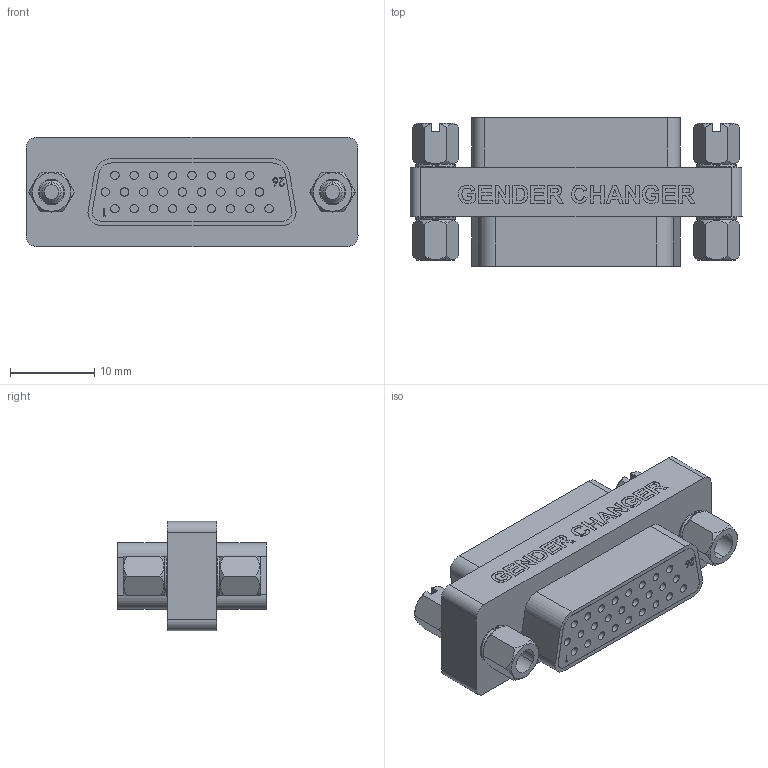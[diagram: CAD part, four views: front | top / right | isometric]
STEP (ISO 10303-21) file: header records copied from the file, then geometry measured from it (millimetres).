
FILE_DESCRIPTION (( 'STEP AP203' ), '1' );
FILE_NAME ('DGBH26F.STEP', '2006-06-23T18:36:55', ( 'lcom' ), ( 'lcom' ), 'SwSTEP 2.0', 'SolidWorks 2006004', '' );
FILE_SCHEMA (( 'CONFIG_CONTROL_DESIGN' ));
Length unit declared in the file: inch
Products named in the file (5): 3AA06-001; 3AA05-002; SDH26S_Without Mounting Flange and Solder Cups; DGBH26F; DGB15F-MA1
Assembly tree (7 placements, depth 2):
  DGBH26F
    DGB15F-MA1
    3AA06-001  x2
    SDH26S_Without Mounting Flange and Solder Cups  x2
    3AA05-002  x2
Bounding box: 39.37 x 17.65 x 12.95 mm (x, y, z)
Volume: 5176.6 mm3; surface area: 4885.9 mm2
Topology: 7 solids, 7 shells, 765 faces, 1862 edges, 1202 vertices
Faces by surface type: plane 361, cylinder 188, bspline 128, cone 56, sphere 20, torus 12
Entity records: 27107 total; most frequent: CARTESIAN_POINT 13824, ORIENTED_EDGE 2760, DIRECTION 2322, EDGE_CURVE 1380, VERTEX_POINT 899, LINE 852, VECTOR 852, AXIS2_PLACEMENT_3D 735
